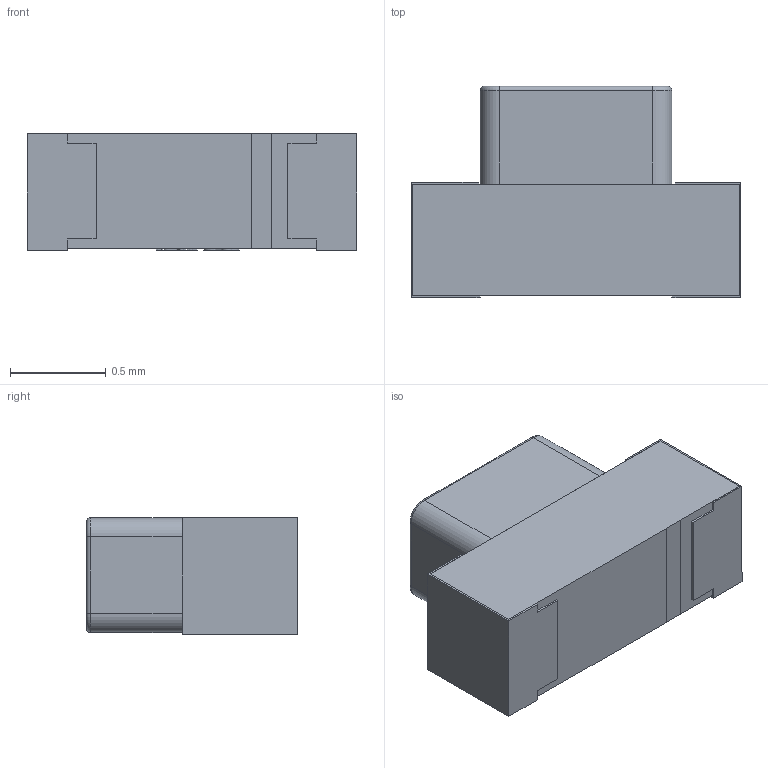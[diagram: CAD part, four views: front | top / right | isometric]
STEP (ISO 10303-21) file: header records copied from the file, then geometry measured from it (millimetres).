
FILE_DESCRIPTION (( 'STEP AP214' ), '1' );
FILE_NAME ('LED-SMD_L1.8-W1.0-RD_SIDE_WHITE.step', '2022-07-08T12:29:28', ( '' ), ( '' ), 'SwSTEP 2.0', 'SolidWorks 2020', '' );
FILE_SCHEMA (( 'AUTOMOTIVE_DESIGN' ));
Length unit declared in the file: millimetre
Products named in the file (1): LED-SMD_L1.8-W1.0-RD_SIDE_WHITE
Bounding box: 1.72 x 1.1 x 0.61 mm (x, y, z)
Volume: 0.9 mm3; surface area: 10.9 mm2
Topology: 4 solids, 4 shells, 297 faces, 797 edges, 528 vertices
Faces by surface type: plane 187, bspline 98, cylinder 8, torus 4
Entity records: 13031 total; most frequent: CARTESIAN_POINT 2929, ORIENTED_EDGE 1594, DIRECTION 1017, EDGE_CURVE 797, VECTOR 577, LINE 577, VERTEX_POINT 528, EDGE_LOOP 317
